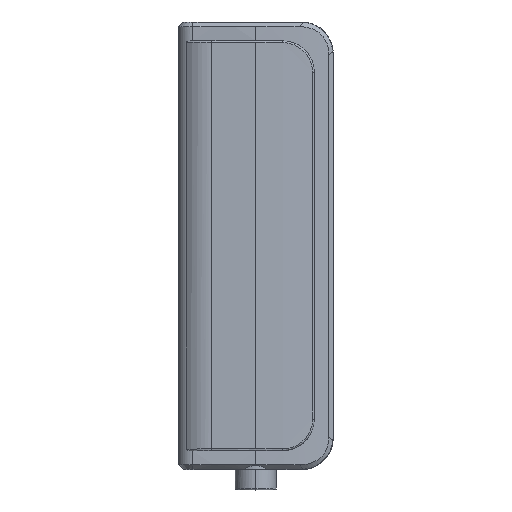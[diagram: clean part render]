
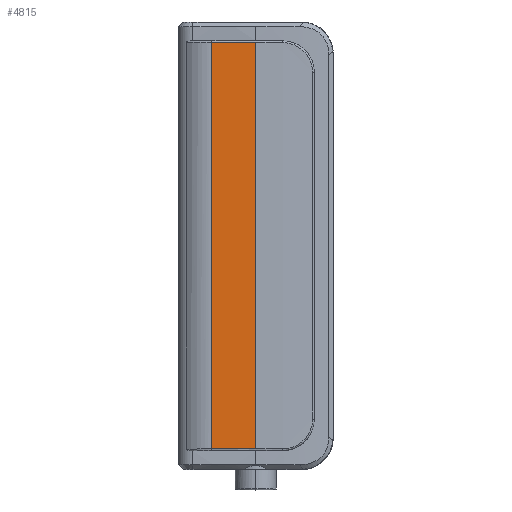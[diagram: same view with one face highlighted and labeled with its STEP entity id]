
A CAD part, top view. The second image highlights one B-rep face of the part: STEP entity #4815.
In plain terms, the highlighted cylindrical face has radius 259.984 mm (diameter 519.967 mm), a partial arc.
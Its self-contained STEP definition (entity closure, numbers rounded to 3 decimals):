
#223 = CARTESIAN_POINT ( 'NONE',  ( 69.336, -69.447, 5.667 ) ) ;
#873 = CARTESIAN_POINT ( 'NONE',  ( 60.016, -69.447, 5.29 ) ) ;
#1097 = CARTESIAN_POINT ( 'NONE',  ( 60.016, -69.447, 5.29 ) ) ;
#1582 = DIRECTION ( 'NONE',  ( 0., 1., 0. ) ) ;
#1863 = VERTEX_POINT ( 'NONE', #6226 ) ;
#1957 = VERTEX_POINT ( 'NONE', #2145 ) ;
#2145 = CARTESIAN_POINT ( 'NONE',  ( 74., -69.447, 5.667 ) ) ;
#2634 = CARTESIAN_POINT ( 'NONE',  ( 60.016, 59.447, 5.29 ) ) ;
#2669 = CARTESIAN_POINT ( 'NONE',  ( 60.016, 59.447, 5.29 ) ) ;
#2773 = EDGE_CURVE ( 'NONE', #1957, #1863, #2853, .T. ) ;
#2853 = LINE ( 'NONE', #5375, #6350 ) ;
#2920 = EDGE_CURVE ( 'NONE', #5172, #5391, #7376, .T. ) ;
#3053 = AXIS2_PLACEMENT_3D ( 'NONE', #3276, #6837, #6420 ) ;
#3181 = CYLINDRICAL_SURFACE ( 'NONE', #3053, 259.984 ) ;
#3276 = CARTESIAN_POINT ( 'NONE',  ( 74., -69.529, -254.317 ) ) ;
#3492 = VECTOR ( 'NONE', #1582, 1000. ) ;
#3895 = CARTESIAN_POINT ( 'NONE',  ( 64.673, -69.447, 5.541 ) ) ;
#4376 = CARTESIAN_POINT ( 'NONE',  ( 74., -69.447, 5.667 ) ) ;
#4508 = CARTESIAN_POINT ( 'NONE',  ( 74., 59.447, 5.667 ) ) ;
#4731 = FACE_OUTER_BOUND ( 'NONE', #4822, .T. ) ;
#4815 = ADVANCED_FACE ( 'NONE', ( #4731 ), #3181, .T. ) ;
#4822 = EDGE_LOOP ( 'NONE', ( #7350, #7642, #6971, #6039 ) ) ;
#5172 = VERTEX_POINT ( 'NONE', #1097 ) ;
#5375 = CARTESIAN_POINT ( 'NONE',  ( 74., -69.529, 5.667 ) ) ;
#5391 = VERTEX_POINT ( 'NONE', #2634 ) ;
#5943 = DIRECTION ( 'NONE',  ( 0., 1., 0. ) ) ;
#6039 = ORIENTED_EDGE ( 'NONE', *, *, #2920, .F. ) ;
#6215 = CARTESIAN_POINT ( 'NONE',  ( 69.336, 59.447, 5.667 ) ) ;
#6226 = CARTESIAN_POINT ( 'NONE',  ( 74., 59.447, 5.667 ) ) ;
#6277 = B_SPLINE_CURVE_WITH_KNOTS ( 'NONE', 3,
 ( #873, #3895, #223, #4376 ),
 .UNSPECIFIED., .F., .F.,
 ( 4, 4 ),
 ( 0., 1. ),
 .UNSPECIFIED. ) ;
#6350 = VECTOR ( 'NONE', #5943, 1000. ) ;
#6420 = DIRECTION ( 'NONE',  ( 0., 0., 1. ) ) ;
#6788 = EDGE_CURVE ( 'NONE', #1863, #5391, #7325, .T. ) ;
#6837 = DIRECTION ( 'NONE',  ( 0., 1., 0. ) ) ;
#6971 = ORIENTED_EDGE ( 'NONE', *, *, #6788, .T. ) ;
#7325 = B_SPLINE_CURVE_WITH_KNOTS ( 'NONE', 3,
 ( #4508, #6215, #7394, #2669 ),
 .UNSPECIFIED., .F., .F.,
 ( 4, 4 ),
 ( 0., 1. ),
 .UNSPECIFIED. ) ;
#7329 = CARTESIAN_POINT ( 'NONE',  ( 60.016, 59.529, 5.29 ) ) ;
#7350 = ORIENTED_EDGE ( 'NONE', *, *, #7638, .T. ) ;
#7376 = LINE ( 'NONE', #7329, #3492 ) ;
#7394 = CARTESIAN_POINT ( 'NONE',  ( 64.673, 59.447, 5.541 ) ) ;
#7638 = EDGE_CURVE ( 'NONE', #5172, #1957, #6277, .T. ) ;
#7642 = ORIENTED_EDGE ( 'NONE', *, *, #2773, .T. ) ;
